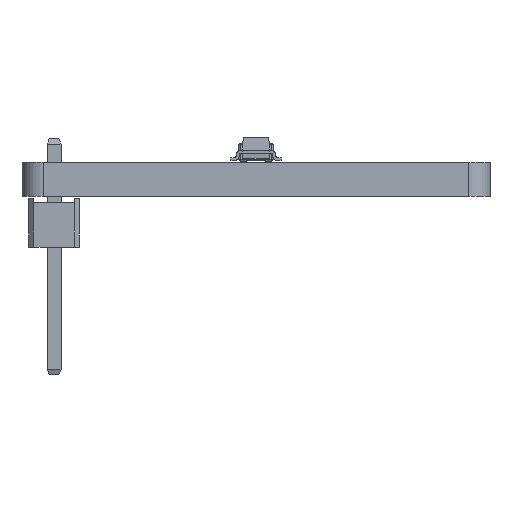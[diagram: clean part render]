
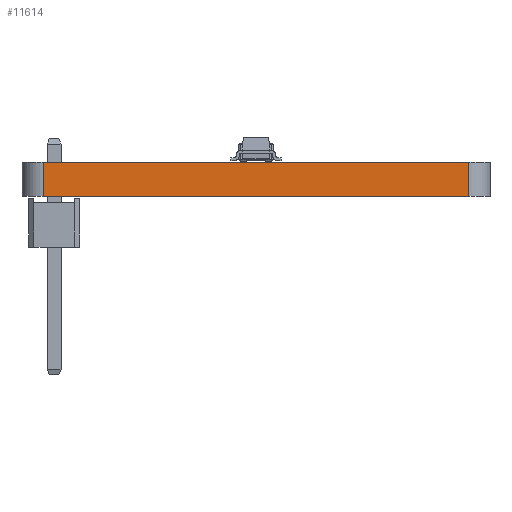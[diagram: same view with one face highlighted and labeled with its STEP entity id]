
A CAD part, left-side view. The second image highlights one B-rep face of the part: STEP entity #11614.
In plain terms, the highlighted planar face has unit normal (-1, 0, 0).
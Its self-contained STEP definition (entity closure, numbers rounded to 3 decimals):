
#11614 = ADVANCED_FACE('',(#11615),#11629,.F.);
#11615 = FACE_BOUND('',#11616,.F.);
#11616 = EDGE_LOOP('',(#11617,#11652,#11680,#11708));
#11617 = ORIENTED_EDGE('',*,*,#11618,.T.);
#11618 = EDGE_CURVE('',#11619,#11621,#11623,.T.);
#11619 = VERTEX_POINT('',#11620);
#11620 = CARTESIAN_POINT('',(0.,21.,0.));
#11621 = VERTEX_POINT('',#11622);
#11622 = CARTESIAN_POINT('',(0.,21.,1.6));
#11623 = SURFACE_CURVE('',#11624,(#11628,#11640),.PCURVE_S1.);
#11624 = LINE('',#11625,#11626);
#11625 = CARTESIAN_POINT('',(0.,21.,0.));
#11626 = VECTOR('',#11627,1.);
#11627 = DIRECTION('',(0.,0.,1.));
#11628 = PCURVE('',#11629,#11634);
#11629 = PLANE('',#11630);
#11630 = AXIS2_PLACEMENT_3D('',#11631,#11632,#11633);
#11631 = CARTESIAN_POINT('',(0.,21.,0.));
#11632 = DIRECTION('',(1.,0.,-0.));
#11633 = DIRECTION('',(0.,-1.,0.));
#11634 = DEFINITIONAL_REPRESENTATION('',(#11635),#11639);
#11635 = LINE('',#11636,#11637);
#11636 = CARTESIAN_POINT('',(0.,0.));
#11637 = VECTOR('',#11638,1.);
#11638 = DIRECTION('',(0.,-1.));
#11639 = ( GEOMETRIC_REPRESENTATION_CONTEXT(2) 
PARAMETRIC_REPRESENTATION_CONTEXT() REPRESENTATION_CONTEXT('2D SPACE',''
  ) );
#11640 = PCURVE('',#11641,#11646);
#11641 = CYLINDRICAL_SURFACE('',#11642,1.);
#11642 = AXIS2_PLACEMENT_3D('',#11643,#11644,#11645);
#11643 = CARTESIAN_POINT('',(1.,21.,0.));
#11644 = DIRECTION('',(-0.,-0.,-1.));
#11645 = DIRECTION('',(1.,0.,-0.));
#11646 = DEFINITIONAL_REPRESENTATION('',(#11647),#11651);
#11647 = LINE('',#11648,#11649);
#11648 = CARTESIAN_POINT('',(-3.142,0.));
#11649 = VECTOR('',#11650,1.);
#11650 = DIRECTION('',(-0.,-1.));
#11651 = ( GEOMETRIC_REPRESENTATION_CONTEXT(2) 
PARAMETRIC_REPRESENTATION_CONTEXT() REPRESENTATION_CONTEXT('2D SPACE',''
  ) );
#11652 = ORIENTED_EDGE('',*,*,#11653,.T.);
#11653 = EDGE_CURVE('',#11621,#11654,#11656,.T.);
#11654 = VERTEX_POINT('',#11655);
#11655 = CARTESIAN_POINT('',(0.,1.,1.6));
#11656 = SURFACE_CURVE('',#11657,(#11661,#11668),.PCURVE_S1.);
#11657 = LINE('',#11658,#11659);
#11658 = CARTESIAN_POINT('',(0.,21.,1.6));
#11659 = VECTOR('',#11660,1.);
#11660 = DIRECTION('',(0.,-1.,0.));
#11661 = PCURVE('',#11629,#11662);
#11662 = DEFINITIONAL_REPRESENTATION('',(#11663),#11667);
#11663 = LINE('',#11664,#11665);
#11664 = CARTESIAN_POINT('',(0.,-1.6));
#11665 = VECTOR('',#11666,1.);
#11666 = DIRECTION('',(1.,0.));
#11667 = ( GEOMETRIC_REPRESENTATION_CONTEXT(2) 
PARAMETRIC_REPRESENTATION_CONTEXT() REPRESENTATION_CONTEXT('2D SPACE',''
  ) );
#11668 = PCURVE('',#11669,#11674);
#11669 = PLANE('',#11670);
#11670 = AXIS2_PLACEMENT_3D('',#11671,#11672,#11673);
#11671 = CARTESIAN_POINT('',(11.,11.,1.6));
#11672 = DIRECTION('',(0.,0.,1.));
#11673 = DIRECTION('',(1.,0.,-0.));
#11674 = DEFINITIONAL_REPRESENTATION('',(#11675),#11679);
#11675 = LINE('',#11676,#11677);
#11676 = CARTESIAN_POINT('',(-11.,10.));
#11677 = VECTOR('',#11678,1.);
#11678 = DIRECTION('',(0.,-1.));
#11679 = ( GEOMETRIC_REPRESENTATION_CONTEXT(2) 
PARAMETRIC_REPRESENTATION_CONTEXT() REPRESENTATION_CONTEXT('2D SPACE',''
  ) );
#11680 = ORIENTED_EDGE('',*,*,#11681,.F.);
#11681 = EDGE_CURVE('',#11682,#11654,#11684,.T.);
#11682 = VERTEX_POINT('',#11683);
#11683 = CARTESIAN_POINT('',(0.,1.,0.));
#11684 = SURFACE_CURVE('',#11685,(#11689,#11696),.PCURVE_S1.);
#11685 = LINE('',#11686,#11687);
#11686 = CARTESIAN_POINT('',(0.,1.,0.));
#11687 = VECTOR('',#11688,1.);
#11688 = DIRECTION('',(0.,0.,1.));
#11689 = PCURVE('',#11629,#11690);
#11690 = DEFINITIONAL_REPRESENTATION('',(#11691),#11695);
#11691 = LINE('',#11692,#11693);
#11692 = CARTESIAN_POINT('',(20.,0.));
#11693 = VECTOR('',#11694,1.);
#11694 = DIRECTION('',(0.,-1.));
#11695 = ( GEOMETRIC_REPRESENTATION_CONTEXT(2) 
PARAMETRIC_REPRESENTATION_CONTEXT() REPRESENTATION_CONTEXT('2D SPACE',''
  ) );
#11696 = PCURVE('',#11697,#11702);
#11697 = CYLINDRICAL_SURFACE('',#11698,1.);
#11698 = AXIS2_PLACEMENT_3D('',#11699,#11700,#11701);
#11699 = CARTESIAN_POINT('',(1.,1.,0.));
#11700 = DIRECTION('',(-0.,-0.,-1.));
#11701 = DIRECTION('',(1.,0.,-0.));
#11702 = DEFINITIONAL_REPRESENTATION('',(#11703),#11707);
#11703 = LINE('',#11704,#11705);
#11704 = CARTESIAN_POINT('',(-3.142,0.));
#11705 = VECTOR('',#11706,1.);
#11706 = DIRECTION('',(-0.,-1.));
#11707 = ( GEOMETRIC_REPRESENTATION_CONTEXT(2) 
PARAMETRIC_REPRESENTATION_CONTEXT() REPRESENTATION_CONTEXT('2D SPACE',''
  ) );
#11708 = ORIENTED_EDGE('',*,*,#11709,.F.);
#11709 = EDGE_CURVE('',#11619,#11682,#11710,.T.);
#11710 = SURFACE_CURVE('',#11711,(#11715,#11722),.PCURVE_S1.);
#11711 = LINE('',#11712,#11713);
#11712 = CARTESIAN_POINT('',(0.,21.,0.));
#11713 = VECTOR('',#11714,1.);
#11714 = DIRECTION('',(0.,-1.,0.));
#11715 = PCURVE('',#11629,#11716);
#11716 = DEFINITIONAL_REPRESENTATION('',(#11717),#11721);
#11717 = LINE('',#11718,#11719);
#11718 = CARTESIAN_POINT('',(0.,0.));
#11719 = VECTOR('',#11720,1.);
#11720 = DIRECTION('',(1.,0.));
#11721 = ( GEOMETRIC_REPRESENTATION_CONTEXT(2) 
PARAMETRIC_REPRESENTATION_CONTEXT() REPRESENTATION_CONTEXT('2D SPACE',''
  ) );
#11722 = PCURVE('',#11723,#11728);
#11723 = PLANE('',#11724);
#11724 = AXIS2_PLACEMENT_3D('',#11725,#11726,#11727);
#11725 = CARTESIAN_POINT('',(11.,11.,0.));
#11726 = DIRECTION('',(0.,0.,1.));
#11727 = DIRECTION('',(1.,0.,-0.));
#11728 = DEFINITIONAL_REPRESENTATION('',(#11729),#11733);
#11729 = LINE('',#11730,#11731);
#11730 = CARTESIAN_POINT('',(-11.,10.));
#11731 = VECTOR('',#11732,1.);
#11732 = DIRECTION('',(0.,-1.));
#11733 = ( GEOMETRIC_REPRESENTATION_CONTEXT(2) 
PARAMETRIC_REPRESENTATION_CONTEXT() REPRESENTATION_CONTEXT('2D SPACE',''
  ) );
